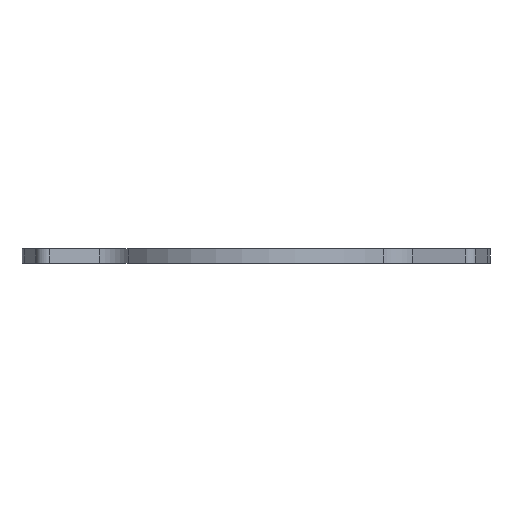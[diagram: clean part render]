
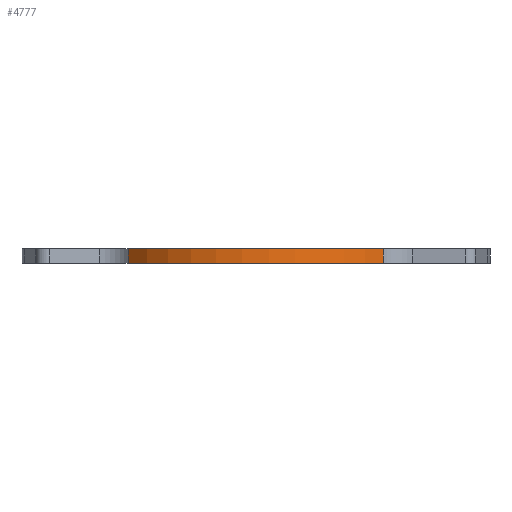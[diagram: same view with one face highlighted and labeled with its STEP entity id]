
A CAD part, front view. The second image highlights one B-rep face of the part: STEP entity #4777.
In plain terms, the highlighted cylindrical face has radius 18 mm (diameter 36 mm), a partial arc.
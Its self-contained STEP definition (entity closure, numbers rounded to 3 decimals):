
#84 = PLANE('',#85);
#85 = AXIS2_PLACEMENT_3D('',#86,#87,#88);
#86 = CARTESIAN_POINT('',(-1.208,-0.025,1.6));
#87 = DIRECTION('',(0.,0.,1.));
#88 = DIRECTION('',(1.,0.,-0.));
#139 = PLANE('',#140);
#140 = AXIS2_PLACEMENT_3D('',#141,#142,#143);
#141 = CARTESIAN_POINT('',(-1.208,-0.025,0.));
#142 = DIRECTION('',(0.,0.,1.));
#143 = DIRECTION('',(1.,0.,-0.));
#391 = VERTEX_POINT('',#392);
#392 = CARTESIAN_POINT('',(-13.916,-12.624,0.));
#407 = CYLINDRICAL_SURFACE('',#408,3.876);
#408 = AXIS2_PLACEMENT_3D('',#409,#410,#411);
#409 = CARTESIAN_POINT('',(-16.906,-15.09,0.));
#410 = DIRECTION('',(-0.,-0.,-1.));
#411 = DIRECTION('',(1.,0.,-0.));
#419 = EDGE_CURVE('',#391,#420,#422,.T.);
#420 = VERTEX_POINT('',#421);
#421 = CARTESIAN_POINT('',(13.854,-12.624,0.));
#422 = SURFACE_CURVE('',#423,(#428,#435),.PCURVE_S1.);
#423 = CIRCLE('',#424,18.);
#424 = AXIS2_PLACEMENT_3D('',#425,#426,#427);
#425 = CARTESIAN_POINT('',(-0.031,-1.169,0.));
#426 = DIRECTION('',(0.,0.,1.));
#427 = DIRECTION('',(1.,0.,-0.));
#428 = PCURVE('',#139,#429);
#429 = DEFINITIONAL_REPRESENTATION('',(#430),#434);
#430 = CIRCLE('',#431,18.);
#431 = AXIS2_PLACEMENT_2D('',#432,#433);
#432 = CARTESIAN_POINT('',(1.177,-1.144));
#433 = DIRECTION('',(1.,0.));
#434 = ( GEOMETRIC_REPRESENTATION_CONTEXT(2) 
PARAMETRIC_REPRESENTATION_CONTEXT() REPRESENTATION_CONTEXT('2D SPACE',''
  ) );
#435 = PCURVE('',#436,#441);
#436 = CYLINDRICAL_SURFACE('',#437,18.);
#437 = AXIS2_PLACEMENT_3D('',#438,#439,#440);
#438 = CARTESIAN_POINT('',(-0.031,-1.169,0.));
#439 = DIRECTION('',(-0.,-0.,-1.));
#440 = DIRECTION('',(1.,0.,-0.));
#441 = DEFINITIONAL_REPRESENTATION('',(#442),#446);
#442 = LINE('',#443,#444);
#443 = CARTESIAN_POINT('',(-0.,0.));
#444 = VECTOR('',#445,1.);
#445 = DIRECTION('',(-1.,0.));
#446 = ( GEOMETRIC_REPRESENTATION_CONTEXT(2) 
PARAMETRIC_REPRESENTATION_CONTEXT() REPRESENTATION_CONTEXT('2D SPACE',''
  ) );
#465 = CYLINDRICAL_SURFACE('',#466,3.883);
#466 = AXIS2_PLACEMENT_3D('',#467,#468,#469);
#467 = CARTESIAN_POINT('',(16.849,-15.095,0.));
#468 = DIRECTION('',(-0.,-0.,-1.));
#469 = DIRECTION('',(1.,0.,-0.));
#2681 = VERTEX_POINT('',#2682);
#2682 = CARTESIAN_POINT('',(-13.916,-12.624,1.6));
#2704 = EDGE_CURVE('',#2681,#2705,#2707,.T.);
#2705 = VERTEX_POINT('',#2706);
#2706 = CARTESIAN_POINT('',(13.854,-12.624,1.6));
#2707 = SURFACE_CURVE('',#2708,(#2713,#2720),.PCURVE_S1.);
#2708 = CIRCLE('',#2709,18.);
#2709 = AXIS2_PLACEMENT_3D('',#2710,#2711,#2712);
#2710 = CARTESIAN_POINT('',(-0.031,-1.169,1.6));
#2711 = DIRECTION('',(0.,0.,1.));
#2712 = DIRECTION('',(1.,0.,-0.));
#2713 = PCURVE('',#84,#2714);
#2714 = DEFINITIONAL_REPRESENTATION('',(#2715),#2719);
#2715 = CIRCLE('',#2716,18.);
#2716 = AXIS2_PLACEMENT_2D('',#2717,#2718);
#2717 = CARTESIAN_POINT('',(1.177,-1.144));
#2718 = DIRECTION('',(1.,0.));
#2719 = ( GEOMETRIC_REPRESENTATION_CONTEXT(2) 
PARAMETRIC_REPRESENTATION_CONTEXT() REPRESENTATION_CONTEXT('2D SPACE',''
  ) );
#2720 = PCURVE('',#436,#2721);
#2721 = DEFINITIONAL_REPRESENTATION('',(#2722),#2726);
#2722 = LINE('',#2723,#2724);
#2723 = CARTESIAN_POINT('',(-0.,-1.6));
#2724 = VECTOR('',#2725,1.);
#2725 = DIRECTION('',(-1.,0.));
#2726 = ( GEOMETRIC_REPRESENTATION_CONTEXT(2) 
PARAMETRIC_REPRESENTATION_CONTEXT() REPRESENTATION_CONTEXT('2D SPACE',''
  ) );
#4727 = EDGE_CURVE('',#391,#2681,#4728,.T.);
#4728 = SURFACE_CURVE('',#4729,(#4733,#4740),.PCURVE_S1.);
#4729 = LINE('',#4730,#4731);
#4730 = CARTESIAN_POINT('',(-13.916,-12.624,0.));
#4731 = VECTOR('',#4732,1.);
#4732 = DIRECTION('',(0.,0.,1.));
#4733 = PCURVE('',#407,#4734);
#4734 = DEFINITIONAL_REPRESENTATION('',(#4735),#4739);
#4735 = LINE('',#4736,#4737);
#4736 = CARTESIAN_POINT('',(-0.69,0.));
#4737 = VECTOR('',#4738,1.);
#4738 = DIRECTION('',(-0.,-1.));
#4739 = ( GEOMETRIC_REPRESENTATION_CONTEXT(2) 
PARAMETRIC_REPRESENTATION_CONTEXT() REPRESENTATION_CONTEXT('2D SPACE',''
  ) );
#4740 = PCURVE('',#436,#4741);
#4741 = DEFINITIONAL_REPRESENTATION('',(#4742),#4746);
#4742 = LINE('',#4743,#4744);
#4743 = CARTESIAN_POINT('',(-3.831,0.));
#4744 = VECTOR('',#4745,1.);
#4745 = DIRECTION('',(-0.,-1.));
#4746 = ( GEOMETRIC_REPRESENTATION_CONTEXT(2) 
PARAMETRIC_REPRESENTATION_CONTEXT() REPRESENTATION_CONTEXT('2D SPACE',''
  ) );
#4777 = ADVANCED_FACE('',(#4778),#436,.T.);
#4778 = FACE_BOUND('',#4779,.F.);
#4779 = EDGE_LOOP('',(#4780,#4781,#4782,#4803));
#4780 = ORIENTED_EDGE('',*,*,#4727,.T.);
#4781 = ORIENTED_EDGE('',*,*,#2704,.T.);
#4782 = ORIENTED_EDGE('',*,*,#4783,.F.);
#4783 = EDGE_CURVE('',#420,#2705,#4784,.T.);
#4784 = SURFACE_CURVE('',#4785,(#4789,#4796),.PCURVE_S1.);
#4785 = LINE('',#4786,#4787);
#4786 = CARTESIAN_POINT('',(13.854,-12.624,0.));
#4787 = VECTOR('',#4788,1.);
#4788 = DIRECTION('',(0.,0.,1.));
#4789 = PCURVE('',#436,#4790);
#4790 = DEFINITIONAL_REPRESENTATION('',(#4791),#4795);
#4791 = LINE('',#4792,#4793);
#4792 = CARTESIAN_POINT('',(-5.593,0.));
#4793 = VECTOR('',#4794,1.);
#4794 = DIRECTION('',(-0.,-1.));
#4795 = ( GEOMETRIC_REPRESENTATION_CONTEXT(2) 
PARAMETRIC_REPRESENTATION_CONTEXT() REPRESENTATION_CONTEXT('2D SPACE',''
  ) );
#4796 = PCURVE('',#465,#4797);
#4797 = DEFINITIONAL_REPRESENTATION('',(#4798),#4802);
#4798 = LINE('',#4799,#4800);
#4799 = CARTESIAN_POINT('',(-2.452,0.));
#4800 = VECTOR('',#4801,1.);
#4801 = DIRECTION('',(-0.,-1.));
#4802 = ( GEOMETRIC_REPRESENTATION_CONTEXT(2) 
PARAMETRIC_REPRESENTATION_CONTEXT() REPRESENTATION_CONTEXT('2D SPACE',''
  ) );
#4803 = ORIENTED_EDGE('',*,*,#419,.F.);
